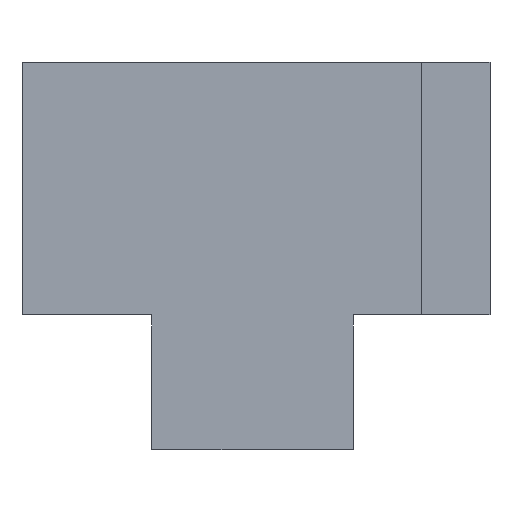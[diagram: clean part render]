
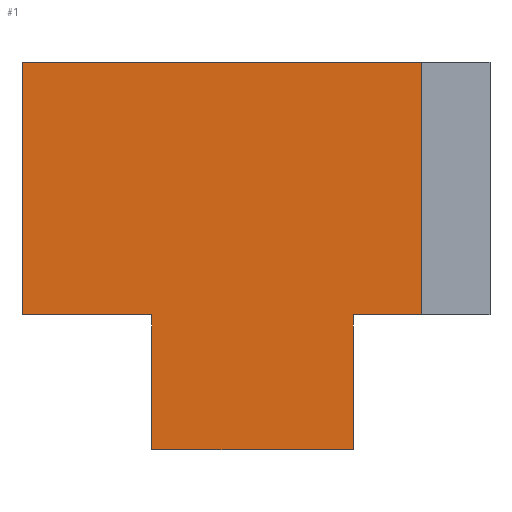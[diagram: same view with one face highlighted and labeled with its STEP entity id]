
A CAD part, left-side view. The second image highlights one B-rep face of the part: STEP entity #1.
In plain terms, the highlighted planar face has unit normal (-1, 0, 0).
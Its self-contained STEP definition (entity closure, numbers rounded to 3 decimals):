
#1 = ADVANCED_FACE ( 'NONE', ( #592 ), #951, .T. ) ;
#35 = DIRECTION ( 'NONE',  ( 0., 0., 1. ) ) ;
#45 = CARTESIAN_POINT ( 'NONE',  ( 0., 7.9, -11.35 ) ) ;
#48 = DIRECTION ( 'NONE',  ( 0., 0., 1. ) ) ;
#65 = DIRECTION ( 'NONE',  ( 0., -1., 0. ) ) ;
#66 = CARTESIAN_POINT ( 'NONE',  ( 0., 0., -7.4 ) ) ;
#68 = DIRECTION ( 'NONE',  ( 0., 0., 1. ) ) ;
#70 = CARTESIAN_POINT ( 'NONE',  ( 0., 2., -11.35 ) ) ;
#71 = DIRECTION ( 'NONE',  ( 0., 1., 0. ) ) ;
#74 = CARTESIAN_POINT ( 'NONE',  ( 0., 2., -11.35 ) ) ;
#142 = CARTESIAN_POINT ( 'NONE',  ( 0., 0., -7.4 ) ) ;
#155 = DIRECTION ( 'NONE',  ( -1., 0., 0. ) ) ;
#159 = DIRECTION ( 'NONE',  ( 0., 0., 1. ) ) ;
#161 = CARTESIAN_POINT ( 'NONE',  ( 0., 11.7, -7.4 ) ) ;
#175 = CARTESIAN_POINT ( 'NONE',  ( 0., 11.7, -7.4 ) ) ;
#176 = CARTESIAN_POINT ( 'NONE',  ( 0., 7.9, -11.35 ) ) ;
#179 = AXIS2_PLACEMENT_3D ( 'NONE', #142, #155, #35 ) ;
#184 = CARTESIAN_POINT ( 'NONE',  ( 0., 2., -11.35 ) ) ;
#191 = EDGE_CURVE ( 'NONE', #878, #810, #566, .T. ) ;
#198 = EDGE_CURVE ( 'NONE', #635, #763, #568, .T. ) ;
#203 = EDGE_CURVE ( 'NONE', #652, #763, #549, .T. ) ;
#249 = EDGE_CURVE ( 'NONE', #878, #635, #467, .T. ) ;
#300 = EDGE_CURVE ( 'NONE', #910, #925, #430, .T. ) ;
#308 = EDGE_CURVE ( 'NONE', #910, #750, #428, .T. ) ;
#314 = EDGE_CURVE ( 'NONE', #750, #652, #426, .T. ) ;
#323 = CARTESIAN_POINT ( 'NONE',  ( 0., 0., -7.4 ) ) ;
#329 = CARTESIAN_POINT ( 'NONE',  ( 0., 11.7, 0. ) ) ;
#336 = EDGE_CURVE ( 'NONE', #925, #810, #408, .T. ) ;
#406 = VECTOR ( 'NONE', #48, 1000. ) ;
#408 = LINE ( 'NONE', #45, #406 ) ;
#423 = VECTOR ( 'NONE', #65, 1000. ) ;
#425 = VECTOR ( 'NONE', #68, 1000. ) ;
#426 = LINE ( 'NONE', #66, #423 ) ;
#427 = VECTOR ( 'NONE', #71, 1000. ) ;
#428 = LINE ( 'NONE', #70, #425 ) ;
#430 = LINE ( 'NONE', #74, #427 ) ;
#467 = LINE ( 'NONE', #161, #472 ) ;
#472 = VECTOR ( 'NONE', #159, 1000. ) ;
#543 = VECTOR ( 'NONE', #678, 1000. ) ;
#548 = VECTOR ( 'NONE', #703, 1000. ) ;
#549 = LINE ( 'NONE', #706, #543 ) ;
#550 = VECTOR ( 'NONE', #716, 1000. ) ;
#557 = CARTESIAN_POINT ( 'NONE',  ( 0., 2., -7.4 ) ) ;
#566 = LINE ( 'NONE', #730, #550 ) ;
#568 = LINE ( 'NONE', #727, #548 ) ;
#569 = CARTESIAN_POINT ( 'NONE',  ( 0., 0., 0. ) ) ;
#592 = FACE_OUTER_BOUND ( 'NONE', #915, .T. ) ;
#635 = VERTEX_POINT ( 'NONE', #329 ) ;
#652 = VERTEX_POINT ( 'NONE', #323 ) ;
#678 = DIRECTION ( 'NONE',  ( 0., 0., 1. ) ) ;
#703 = DIRECTION ( 'NONE',  ( 0., -1., 0. ) ) ;
#706 = CARTESIAN_POINT ( 'NONE',  ( 0., 0., -7.4 ) ) ;
#716 = DIRECTION ( 'NONE',  ( 0., -1., 0. ) ) ;
#727 = CARTESIAN_POINT ( 'NONE',  ( 0., 0., 0. ) ) ;
#730 = CARTESIAN_POINT ( 'NONE',  ( 0., 0., -7.4 ) ) ;
#731 = CARTESIAN_POINT ( 'NONE',  ( 0., 7.9, -7.4 ) ) ;
#750 = VERTEX_POINT ( 'NONE', #557 ) ;
#763 = VERTEX_POINT ( 'NONE', #569 ) ;
#810 = VERTEX_POINT ( 'NONE', #731 ) ;
#878 = VERTEX_POINT ( 'NONE', #175 ) ;
#890 = ORIENTED_EDGE ( 'NONE', *, *, #198, .F. ) ;
#893 = ORIENTED_EDGE ( 'NONE', *, *, #249, .F. ) ;
#894 = ORIENTED_EDGE ( 'NONE', *, *, #191, .T. ) ;
#896 = ORIENTED_EDGE ( 'NONE', *, *, #336, .F. ) ;
#898 = ORIENTED_EDGE ( 'NONE', *, *, #300, .F. ) ;
#903 = ORIENTED_EDGE ( 'NONE', *, *, #308, .T. ) ;
#904 = ORIENTED_EDGE ( 'NONE', *, *, #314, .T. ) ;
#907 = ORIENTED_EDGE ( 'NONE', *, *, #203, .T. ) ;
#910 = VERTEX_POINT ( 'NONE', #184 ) ;
#915 = EDGE_LOOP ( 'NONE', ( #890, #893, #894, #896, #898, #903, #904, #907 ) ) ;
#925 = VERTEX_POINT ( 'NONE', #176 ) ;
#951 = PLANE ( 'NONE',  #179 ) ;
